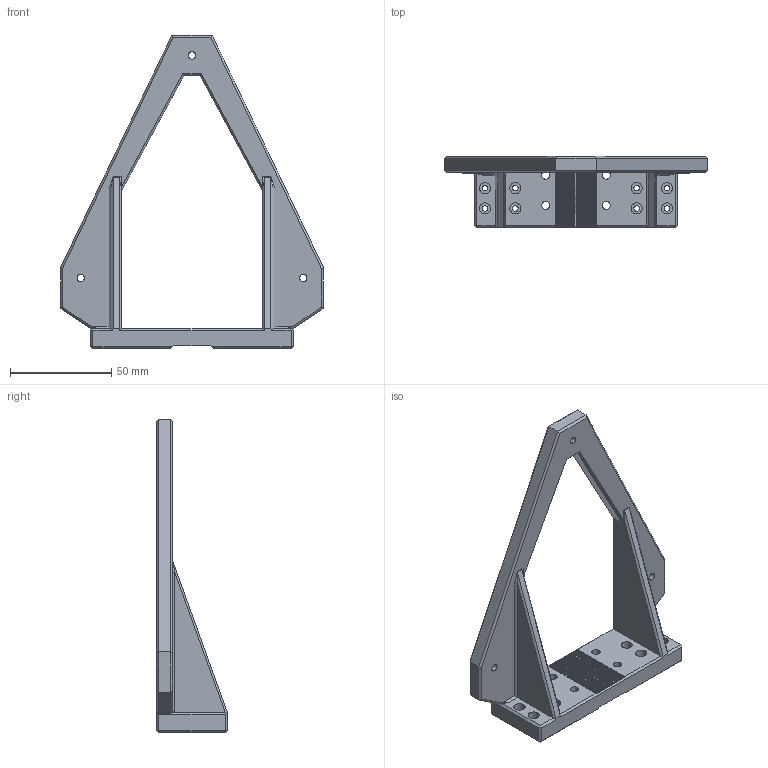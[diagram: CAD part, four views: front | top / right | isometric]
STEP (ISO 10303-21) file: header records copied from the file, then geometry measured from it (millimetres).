
FILE_DESCRIPTION (( 'STEP AP214' ), '1' );
FILE_NAME ('Table Support.STEP', '2023-01-16T21:47:35', ( '' ), ( '' ), 'SwSTEP 2.0', 'SolidWorks 2020', '' );
FILE_SCHEMA (( 'AUTOMOTIVE_DESIGN' ));
Length unit declared in the file: millimetre
Products named in the file (1): Table Support
Bounding box: 130 x 35 x 155 mm (x, y, z)
Volume: 84001.8 mm3; surface area: 29822.7 mm2
Topology: 1 solids, 1 shells, 298 faces, 723 edges, 470 vertices
Faces by surface type: plane 183, cylinder 113, bspline 2
Entity records: 8799 total; most frequent: DIRECTION 1539, CARTESIAN_POINT 1502, ORIENTED_EDGE 1446, EDGE_CURVE 723, AXIS2_PLACEMENT_3D 523, VECTOR 493, LINE 493, VERTEX_POINT 470
